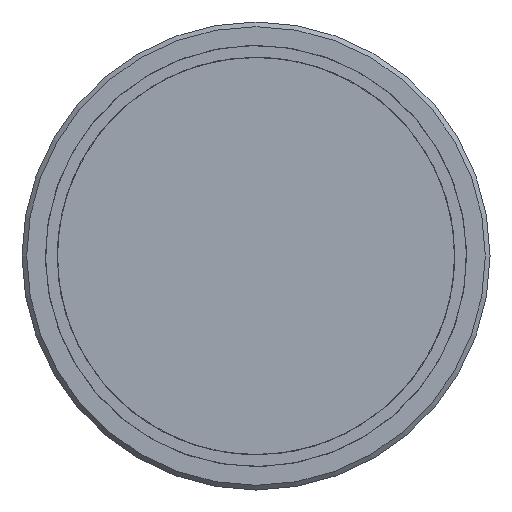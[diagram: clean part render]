
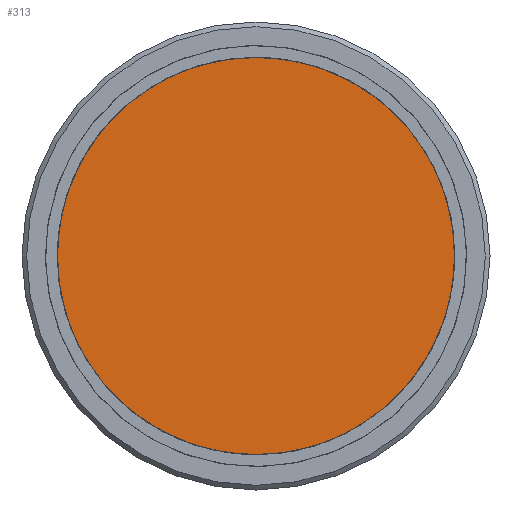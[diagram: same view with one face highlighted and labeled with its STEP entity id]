
A CAD part, front view. The second image highlights one B-rep face of the part: STEP entity #313.
In plain terms, the highlighted face is planar.
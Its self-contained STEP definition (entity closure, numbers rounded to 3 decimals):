
#49=PLANE('',#447);
#74=FACE_OUTER_BOUND('',#97,.T.);
#97=EDGE_LOOP('',(#281));
#147=CIRCLE('',#444,4.25);
#174=VERTEX_POINT('',#646);
#209=EDGE_CURVE('',#174,#174,#147,.T.);
#281=ORIENTED_EDGE('',*,*,#209,.T.);
#313=ADVANCED_FACE('',(#74),#49,.T.);
#444=AXIS2_PLACEMENT_3D('',#647,#544,#545);
#447=AXIS2_PLACEMENT_3D('',#652,#551,#552);
#544=DIRECTION('center_axis',(0.,0.,1.));
#545=DIRECTION('ref_axis',(-1.,0.,0.));
#551=DIRECTION('center_axis',(0.,0.,1.));
#552=DIRECTION('ref_axis',(1.,0.,0.));
#646=CARTESIAN_POINT('',(4.25,0.,3.));
#647=CARTESIAN_POINT('Origin',(0.,0.,3.));
#652=CARTESIAN_POINT('Origin',(0.,0.,
3.));
